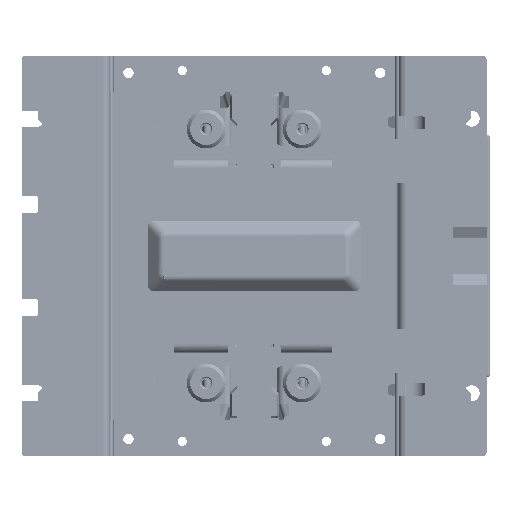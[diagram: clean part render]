
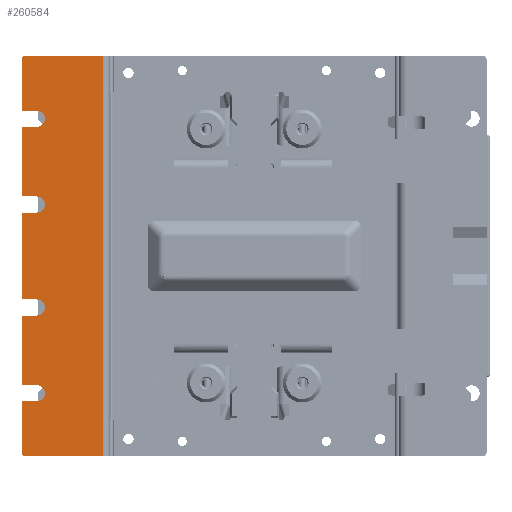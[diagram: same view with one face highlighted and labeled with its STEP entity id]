
A CAD part, front view. The second image highlights one B-rep face of the part: STEP entity #260584.
In plain terms, the highlighted planar face has unit normal (0, -1, 0).
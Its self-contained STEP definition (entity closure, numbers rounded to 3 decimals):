
#28842=DIRECTION('',(1.,0.,0.));
#28843=VECTOR('',#28842,33.75);
#28844=CARTESIAN_POINT('',(-100.,-104.6,-87.5));
#28845=LINE('',#28844,#28843);
#29297=DIRECTION('',(0.,0.,1.));
#29298=VECTOR('',#29297,175.);
#29299=CARTESIAN_POINT('',(-66.25,-104.6,-87.5));
#29300=LINE('',#29299,#29298);
#29335=DIRECTION('',(1.,0.,0.));
#29336=VECTOR('',#29335,33.75);
#29337=CARTESIAN_POINT('',(-100.,-104.6,87.5));
#29338=LINE('',#29337,#29336);
#95447=DIRECTION('',(0.,0.,1.));
#95448=VECTOR('',#95447,22.5);
#95449=CARTESIAN_POINT('',(-101.5,-104.6,-86.));
#95450=LINE('',#95449,#95448);
#95451=DIRECTION('',(1.,0.,0.));
#95452=VECTOR('',#95451,6.5);
#95453=CARTESIAN_POINT('',(-101.5,-104.6,-63.5));
#95454=LINE('',#95453,#95452);
#95455=CARTESIAN_POINT('',(-95.,-104.6,-60.));
#95456=DIRECTION('',(0.,1.,0.));
#95457=DIRECTION('',(0.,0.,1.));
#95458=AXIS2_PLACEMENT_3D('',#95455,#95456,#95457);
#95460=DIRECTION('',(1.,0.,0.));
#95461=VECTOR('',#95460,6.5);
#95462=CARTESIAN_POINT('',(-101.5,-104.6,-56.5));
#95463=LINE('',#95462,#95461);
#95464=DIRECTION('',(0.,0.,1.));
#95465=VECTOR('',#95464,30.5);
#95466=CARTESIAN_POINT('',(-101.5,-104.6,-56.5));
#95467=LINE('',#95466,#95465);
#95468=DIRECTION('',(1.,0.,0.));
#95469=VECTOR('',#95468,6.5);
#95470=CARTESIAN_POINT('',(-101.5,-104.6,-26.));
#95471=LINE('',#95470,#95469);
#95472=CARTESIAN_POINT('',(-95.,-104.6,-22.5));
#95473=DIRECTION('',(0.,1.,0.));
#95474=DIRECTION('',(0.,0.,1.));
#95475=AXIS2_PLACEMENT_3D('',#95472,#95473,#95474);
#95477=DIRECTION('',(1.,0.,0.));
#95478=VECTOR('',#95477,6.5);
#95479=CARTESIAN_POINT('',(-101.5,-104.6,-19.));
#95480=LINE('',#95479,#95478);
#95481=DIRECTION('',(0.,0.,1.));
#95482=VECTOR('',#95481,38.);
#95483=CARTESIAN_POINT('',(-101.5,-104.6,-19.));
#95484=LINE('',#95483,#95482);
#95485=DIRECTION('',(1.,0.,0.));
#95486=VECTOR('',#95485,6.5);
#95487=CARTESIAN_POINT('',(-101.5,-104.6,19.));
#95488=LINE('',#95487,#95486);
#95489=CARTESIAN_POINT('',(-95.,-104.6,22.5));
#95490=DIRECTION('',(0.,1.,0.));
#95491=DIRECTION('',(0.,0.,1.));
#95492=AXIS2_PLACEMENT_3D('',#95489,#95490,#95491);
#95494=DIRECTION('',(1.,0.,0.));
#95495=VECTOR('',#95494,6.5);
#95496=CARTESIAN_POINT('',(-101.5,-104.6,26.));
#95497=LINE('',#95496,#95495);
#95498=DIRECTION('',(0.,0.,1.));
#95499=VECTOR('',#95498,30.5);
#95500=CARTESIAN_POINT('',(-101.5,-104.6,26.));
#95501=LINE('',#95500,#95499);
#95502=DIRECTION('',(1.,0.,0.));
#95503=VECTOR('',#95502,6.5);
#95504=CARTESIAN_POINT('',(-101.5,-104.6,56.5));
#95505=LINE('',#95504,#95503);
#95506=CARTESIAN_POINT('',(-95.,-104.6,60.));
#95507=DIRECTION('',(0.,1.,0.));
#95508=DIRECTION('',(0.,0.,1.));
#95509=AXIS2_PLACEMENT_3D('',#95506,#95507,#95508);
#95511=DIRECTION('',(1.,0.,0.));
#95512=VECTOR('',#95511,6.5);
#95513=CARTESIAN_POINT('',(-101.5,-104.6,63.5));
#95514=LINE('',#95513,#95512);
#95515=DIRECTION('',(0.,0.,1.));
#95516=VECTOR('',#95515,22.5);
#95517=CARTESIAN_POINT('',(-101.5,-104.6,63.5));
#95518=LINE('',#95517,#95516);
#95532=CARTESIAN_POINT('',(-100.,-104.6,-86.));
#95533=DIRECTION('',(0.,-1.,0.));
#95534=DIRECTION('',(-1.,0.,0.));
#95535=AXIS2_PLACEMENT_3D('',#95532,#95533,#95534);
#95614=CARTESIAN_POINT('',(-100.,-104.6,86.));
#95615=DIRECTION('',(0.,-1.,0.));
#95616=DIRECTION('',(0.,0.,1.));
#95617=AXIS2_PLACEMENT_3D('',#95614,#95615,#95616);
#117705=CARTESIAN_POINT('',(-101.5,-104.6,-56.5));
#117706=CARTESIAN_POINT('',(-95.,-104.6,-56.5));
#117707=VERTEX_POINT('',#117705);
#117708=VERTEX_POINT('',#117706);
#117709=CARTESIAN_POINT('',(-95.,-104.6,-63.5));
#117710=VERTEX_POINT('',#117709);
#117711=CARTESIAN_POINT('',(-101.5,-104.6,-63.5));
#117712=VERTEX_POINT('',#117711);
#117713=CARTESIAN_POINT('',(-101.5,-104.6,-19.));
#117714=CARTESIAN_POINT('',(-95.,-104.6,-19.));
#117715=VERTEX_POINT('',#117713);
#117716=VERTEX_POINT('',#117714);
#117717=CARTESIAN_POINT('',(-95.,-104.6,-26.));
#117718=VERTEX_POINT('',#117717);
#117719=CARTESIAN_POINT('',(-101.5,-104.6,-26.));
#117720=VERTEX_POINT('',#117719);
#117721=CARTESIAN_POINT('',(-101.5,-104.6,26.));
#117722=CARTESIAN_POINT('',(-95.,-104.6,26.));
#117723=VERTEX_POINT('',#117721);
#117724=VERTEX_POINT('',#117722);
#117725=CARTESIAN_POINT('',(-95.,-104.6,19.));
#117726=VERTEX_POINT('',#117725);
#117727=CARTESIAN_POINT('',(-101.5,-104.6,19.));
#117728=VERTEX_POINT('',#117727);
#117729=CARTESIAN_POINT('',(-101.5,-104.6,63.5));
#117730=CARTESIAN_POINT('',(-95.,-104.6,63.5));
#117731=VERTEX_POINT('',#117729);
#117732=VERTEX_POINT('',#117730);
#117733=CARTESIAN_POINT('',(-95.,-104.6,56.5));
#117734=VERTEX_POINT('',#117733);
#117735=CARTESIAN_POINT('',(-101.5,-104.6,56.5));
#117736=VERTEX_POINT('',#117735);
#117951=CARTESIAN_POINT('',(-100.,-104.6,-87.5));
#117953=VERTEX_POINT('',#117951);
#117957=CARTESIAN_POINT('',(-101.5,-104.6,-86.));
#117958=VERTEX_POINT('',#117957);
#117959=CARTESIAN_POINT('',(-101.5,-104.6,86.));
#117961=VERTEX_POINT('',#117959);
#117965=CARTESIAN_POINT('',(-100.,-104.6,87.5));
#117966=VERTEX_POINT('',#117965);
#117983=CARTESIAN_POINT('',(-66.25,-104.6,-87.5));
#117984=VERTEX_POINT('',#117983);
#117987=CARTESIAN_POINT('',(-66.25,-104.6,87.5));
#117988=VERTEX_POINT('',#117987);
#260536=CARTESIAN_POINT('',(-101.5,-104.6,-87.5));
#260537=DIRECTION('',(0.,1.,0.));
#260538=DIRECTION('',(1.,0.,0.));
#260539=AXIS2_PLACEMENT_3D('',#260536,#260537,#260538);
#260540=PLANE('',#260539);
#260542=ORIENTED_EDGE('',*,*,#260541,.F.);
#260544=ORIENTED_EDGE('',*,*,#260543,.T.);
#260546=ORIENTED_EDGE('',*,*,#260545,.T.);
#260548=ORIENTED_EDGE('',*,*,#260547,.F.);
#260550=ORIENTED_EDGE('',*,*,#260549,.F.);
#260552=ORIENTED_EDGE('',*,*,#260551,.T.);
#260554=ORIENTED_EDGE('',*,*,#260553,.T.);
#260556=ORIENTED_EDGE('',*,*,#260555,.F.);
#260558=ORIENTED_EDGE('',*,*,#260557,.F.);
#260560=ORIENTED_EDGE('',*,*,#260559,.T.);
#260562=ORIENTED_EDGE('',*,*,#260561,.T.);
#260564=ORIENTED_EDGE('',*,*,#260563,.F.);
#260566=ORIENTED_EDGE('',*,*,#260565,.F.);
#260568=ORIENTED_EDGE('',*,*,#260567,.T.);
#260570=ORIENTED_EDGE('',*,*,#260569,.T.);
#260572=ORIENTED_EDGE('',*,*,#260571,.F.);
#260574=ORIENTED_EDGE('',*,*,#260573,.F.);
#260576=ORIENTED_EDGE('',*,*,#260575,.T.);
#260578=ORIENTED_EDGE('',*,*,#260577,.F.);
#260579=ORIENTED_EDGE('',*,*,#173769,.T.);
#260580=ORIENTED_EDGE('',*,*,#173734,.F.);
#260581=ORIENTED_EDGE('',*,*,#173333,.F.);
#260582=EDGE_LOOP('',(#260542,#260544,#260546,#260548,#260550,#260552,#260554,
#260556,#260558,#260560,#260562,#260564,#260566,#260568,#260570,#260572,#260574,
#260576,#260578,#260579,#260580,#260581));
#260583=FACE_OUTER_BOUND('',#260582,.F.);
#260584=ADVANCED_FACE('',(#260583),#260540,.F.);
#95459=CIRCLE('',#95458,3.5);
#95476=CIRCLE('',#95475,3.5);
#95493=CIRCLE('',#95492,3.5);
#95510=CIRCLE('',#95509,3.5);
#95536=CIRCLE('',#95535,1.5);
#95618=CIRCLE('',#95617,1.5);
#173333=EDGE_CURVE('',#117953,#117984,#28845,.T.);
#173734=EDGE_CURVE('',#117984,#117988,#29300,.T.);
#173769=EDGE_CURVE('',#117966,#117988,#29338,.T.);
#260541=EDGE_CURVE('',#117958,#117953,#95536,.T.);
#260543=EDGE_CURVE('',#117958,#117712,#95450,.T.);
#260545=EDGE_CURVE('',#117712,#117710,#95454,.T.);
#260547=EDGE_CURVE('',#117708,#117710,#95459,.T.);
#260549=EDGE_CURVE('',#117707,#117708,#95463,.T.);
#260551=EDGE_CURVE('',#117707,#117720,#95467,.T.);
#260553=EDGE_CURVE('',#117720,#117718,#95471,.T.);
#260555=EDGE_CURVE('',#117716,#117718,#95476,.T.);
#260557=EDGE_CURVE('',#117715,#117716,#95480,.T.);
#260559=EDGE_CURVE('',#117715,#117728,#95484,.T.);
#260561=EDGE_CURVE('',#117728,#117726,#95488,.T.);
#260563=EDGE_CURVE('',#117724,#117726,#95493,.T.);
#260565=EDGE_CURVE('',#117723,#117724,#95497,.T.);
#260567=EDGE_CURVE('',#117723,#117736,#95501,.T.);
#260569=EDGE_CURVE('',#117736,#117734,#95505,.T.);
#260571=EDGE_CURVE('',#117732,#117734,#95510,.T.);
#260573=EDGE_CURVE('',#117731,#117732,#95514,.T.);
#260575=EDGE_CURVE('',#117731,#117961,#95518,.T.);
#260577=EDGE_CURVE('',#117966,#117961,#95618,.T.);
